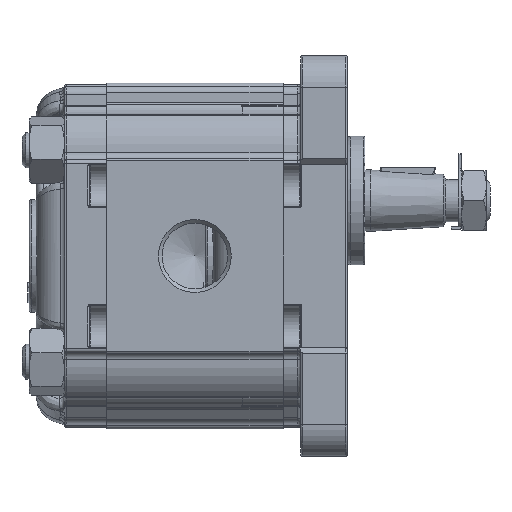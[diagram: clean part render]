
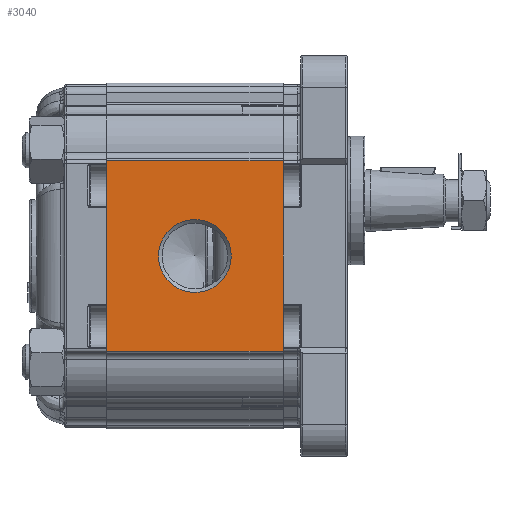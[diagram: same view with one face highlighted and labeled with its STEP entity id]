
A CAD part, left-side view. The second image highlights one B-rep face of the part: STEP entity #3040.
In plain terms, the highlighted planar face has unit normal (-1, 0, 0).
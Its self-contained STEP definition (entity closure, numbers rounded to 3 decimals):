
#3040 = ADVANCED_FACE( '', ( #7451, #7452 ), #7453, .T. );
#7451 = FACE_BOUND( '', #14203, .T. );
#7452 = FACE_OUTER_BOUND( '', #14204, .T. );
#7453 = PLANE( '', #14205 );
#14203 = EDGE_LOOP( '', ( #25481 ) );
#14204 = EDGE_LOOP( '', ( #25482, #25483, #25484, #25485 ) );
#14205 = AXIS2_PLACEMENT_3D( '', #25486, #25487, #25488 );
#25481 = ORIENTED_EDGE( '', *, *, #40654, .T. );
#25482 = ORIENTED_EDGE( '', *, *, #38593, .F. );
#25483 = ORIENTED_EDGE( '', *, *, #40655, .F. );
#25484 = ORIENTED_EDGE( '', *, *, #39777, .T. );
#25485 = ORIENTED_EDGE( '', *, *, #40018, .T. );
#25486 = CARTESIAN_POINT( '', ( -43., 50., 27.048 ) );
#25487 = DIRECTION( '', ( -1., 0., 0. ) );
#25488 = DIRECTION( '', ( 0., 0., 1. ) );
#38593 = EDGE_CURVE( '', #45947, #45949, #45950, .T. );
#39777 = EDGE_CURVE( '', #47943, #47941, #47944, .T. );
#40018 = EDGE_CURVE( '', #47941, #45949, #48318, .T. );
#40654 = EDGE_CURVE( '', #49306, #49306, #49307, .F. );
#40655 = EDGE_CURVE( '', #47943, #45947, #49308, .T. );
#45947 = VERTEX_POINT( '', #57263 );
#45949 = VERTEX_POINT( '', #57265 );
#45950 = LINE( '', #57266, #57267 );
#47941 = VERTEX_POINT( '', #60932 );
#47943 = VERTEX_POINT( '', #60934 );
#47944 = LINE( '', #60935, #60936 );
#48318 = LINE( '', #61698, #61699 );
#49306 = VERTEX_POINT( '', #63836 );
#49307 = CIRCLE( '', #63837, 10.316 );
#49308 = LINE( '', #63838, #63839 );
#57263 = CARTESIAN_POINT( '', ( -43., 0., 27.048 ) );
#57265 = CARTESIAN_POINT( '', ( -43., 0., -27.048 ) );
#57266 = CARTESIAN_POINT( '', ( -43., 0., 27.048 ) );
#57267 = VECTOR( '', #74180, 1000. );
#60932 = CARTESIAN_POINT( '', ( -43., 50., -27.048 ) );
#60934 = CARTESIAN_POINT( '', ( -43., 50., 27.048 ) );
#60935 = CARTESIAN_POINT( '', ( -43., 50., 27.048 ) );
#60936 = VECTOR( '', #75560, 1000. );
#61698 = CARTESIAN_POINT( '', ( -43., 50., -27.048 ) );
#61699 = VECTOR( '', #75864, 1000. );
#63836 = CARTESIAN_POINT( '', ( -43., 25., 10.316 ) );
#63837 = AXIS2_PLACEMENT_3D( '', #76590, #76591, #76592 );
#63838 = CARTESIAN_POINT( '', ( -43., 50., 27.048 ) );
#63839 = VECTOR( '', #76593, 1000. );
#74180 = DIRECTION( '', ( 0., 0., -1. ) );
#75560 = DIRECTION( '', ( 0., 0., -1. ) );
#75864 = DIRECTION( '', ( 0., -1., 0. ) );
#76590 = CARTESIAN_POINT( '', ( -43., 25., 0. ) );
#76591 = DIRECTION( '', ( -1., 0., 0. ) );
#76592 = DIRECTION( '', ( 0., 0., 1. ) );
#76593 = DIRECTION( '', ( 0., -1., 0. ) );
